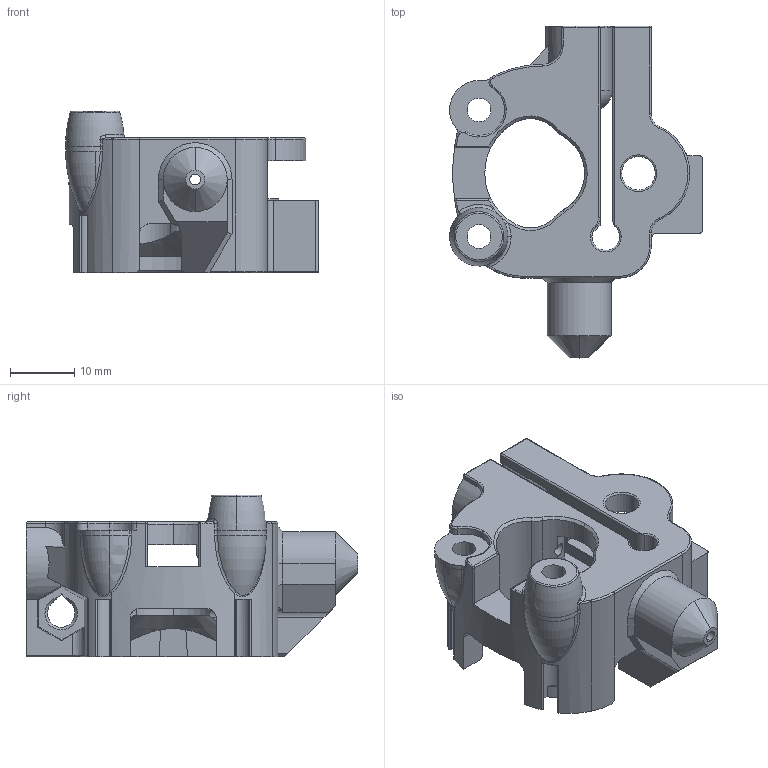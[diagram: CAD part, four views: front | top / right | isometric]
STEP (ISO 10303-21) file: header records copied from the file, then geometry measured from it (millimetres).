
FILE_DESCRIPTION (( 'STEP AP203' ), '1' );
FILE_NAME ('Single Filament Drive r3.STEP', '2016-05-17T13:13:50', ( '' ), ( '' ), 'SwSTEP 2.0', 'SolidWorks 2013', '' );
FILE_SCHEMA (( 'CONFIG_CONTROL_DESIGN' ));
Length unit declared in the file: millimetre
Products named in the file (1): Single Filament Drive r3
Bounding box: 39.5 x 51.85 x 25.3 mm (x, y, z)
Volume: 14662 mm3; surface area: 8909.5 mm2
Topology: 1 solids, 1 shells, 313 faces, 861 edges, 530 vertices
Faces by surface type: cylinder 130, plane 81, torus 45, cone 35, bspline 16, sphere 6
Entity records: 11114 total; most frequent: CARTESIAN_POINT 3144, ORIENTED_EDGE 1706, DIRECTION 1696, EDGE_CURVE 853, AXIS2_PLACEMENT_3D 663, VERTEX_POINT 530, LINE 370, VECTOR 370
